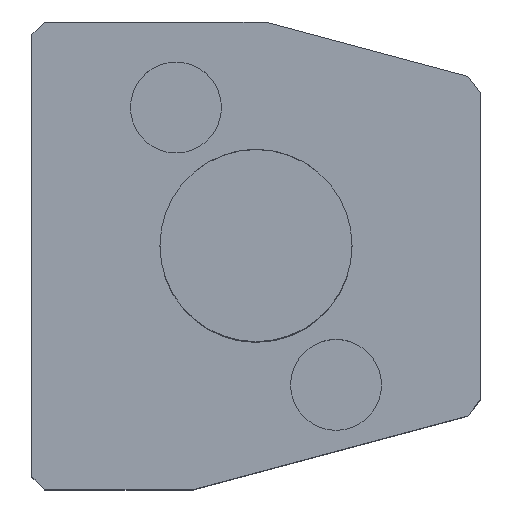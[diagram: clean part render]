
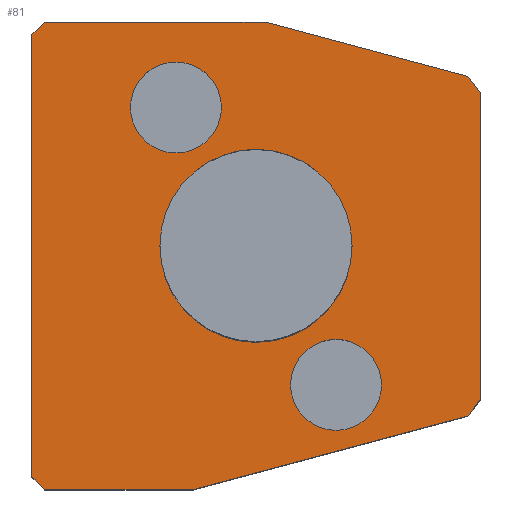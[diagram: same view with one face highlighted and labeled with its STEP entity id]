
A CAD part, top view. The second image highlights one B-rep face of the part: STEP entity #81.
In plain terms, the highlighted planar face has unit normal (0, 0, 1).
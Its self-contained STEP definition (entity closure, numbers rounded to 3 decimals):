
#44=FACE_BOUND('',#204,.T.);
#45=FACE_BOUND('',#205,.T.);
#46=FACE_BOUND('',#206,.T.);
#47=FACE_BOUND('',#207,.T.);
#58=CIRCLE('',#877,7.1);
#59=CIRCLE('',#878,7.1);
#60=CIRCLE('',#879,15.);
#81=ADVANCED_FACE('',(#44,#45,#46,#47),#125,.F.);
#125=PLANE('',#880);
#204=EDGE_LOOP('',(#339));
#205=EDGE_LOOP('',(#340));
#206=EDGE_LOOP('',(#341));
#207=EDGE_LOOP('',(#342,#343,#344,#345,#346,#347,#348,#349,#350,#351));
#339=ORIENTED_EDGE('',*,*,#597,.F.);
#340=ORIENTED_EDGE('',*,*,#598,.F.);
#341=ORIENTED_EDGE('',*,*,#599,.T.);
#342=ORIENTED_EDGE('',*,*,#542,.F.);
#343=ORIENTED_EDGE('',*,*,#595,.F.);
#344=ORIENTED_EDGE('',*,*,#600,.F.);
#345=ORIENTED_EDGE('',*,*,#601,.F.);
#346=ORIENTED_EDGE('',*,*,#602,.F.);
#347=ORIENTED_EDGE('',*,*,#571,.F.);
#348=ORIENTED_EDGE('',*,*,#603,.F.);
#349=ORIENTED_EDGE('',*,*,#604,.F.);
#350=ORIENTED_EDGE('',*,*,#605,.F.);
#351=ORIENTED_EDGE('',*,*,#606,.F.);
#468=VERTEX_POINT('',#1166);
#469=VERTEX_POINT('',#1168);
#490=VERTEX_POINT('',#1224);
#491=VERTEX_POINT('',#1226);
#505=VERTEX_POINT('',#1270);
#506=VERTEX_POINT('',#1274);
#507=VERTEX_POINT('',#1276);
#508=VERTEX_POINT('',#1278);
#509=VERTEX_POINT('',#1280);
#510=VERTEX_POINT('',#1282);
#511=VERTEX_POINT('',#1285);
#512=VERTEX_POINT('',#1287);
#513=VERTEX_POINT('',#1289);
#542=EDGE_CURVE('',#468,#469,#649,.T.);
#571=EDGE_CURVE('',#490,#491,#677,.T.);
#595=EDGE_CURVE('',#505,#468,#701,.T.);
#597=EDGE_CURVE('',#506,#506,#58,.T.);
#598=EDGE_CURVE('',#507,#507,#59,.T.);
#599=EDGE_CURVE('',#508,#508,#60,.T.);
#600=EDGE_CURVE('',#509,#505,#703,.T.);
#601=EDGE_CURVE('',#510,#509,#704,.T.);
#602=EDGE_CURVE('',#491,#510,#705,.T.);
#603=EDGE_CURVE('',#511,#490,#706,.T.);
#604=EDGE_CURVE('',#512,#511,#707,.T.);
#605=EDGE_CURVE('',#513,#512,#708,.T.);
#606=EDGE_CURVE('',#469,#513,#709,.T.);
#649=LINE('',#1167,#743);
#677=LINE('',#1225,#771);
#701=LINE('',#1269,#795);
#703=LINE('',#1279,#797);
#704=LINE('',#1281,#798);
#705=LINE('',#1283,#799);
#706=LINE('',#1284,#800);
#707=LINE('',#1286,#801);
#708=LINE('',#1288,#802);
#709=LINE('',#1290,#803);
#743=VECTOR('',#940,1.);
#771=VECTOR('',#984,1.);
#795=VECTOR('',#1020,1.);
#797=VECTOR('',#1030,1.);
#798=VECTOR('',#1031,1.);
#799=VECTOR('',#1032,1.);
#800=VECTOR('',#1033,1.);
#801=VECTOR('',#1034,1.);
#802=VECTOR('',#1035,1.);
#803=VECTOR('',#1036,1.);
#877=AXIS2_PLACEMENT_3D('',#1273,#1024,#1025);
#878=AXIS2_PLACEMENT_3D('',#1275,#1026,#1027);
#879=AXIS2_PLACEMENT_3D('',#1277,#1028,#1029);
#880=AXIS2_PLACEMENT_3D('',#1291,#1037,#1038);
#940=DIRECTION('',(0.,1.,0.));
#984=DIRECTION('',(0.,-1.,0.));
#1020=DIRECTION('',(-0.707,0.707,0.));
#1024=DIRECTION('',(0.,0.,1.));
#1025=DIRECTION('',(1.,0.,0.));
#1026=DIRECTION('',(0.,0.,1.));
#1027=DIRECTION('',(1.,0.,0.));
#1028=DIRECTION('',(0.,0.,-1.));
#1029=DIRECTION('',(1.,0.,0.));
#1030=DIRECTION('',(-1.,0.,0.));
#1031=DIRECTION('',(-0.966,-0.259,0.));
#1032=DIRECTION('',(-0.609,-0.793,0.));
#1033=DIRECTION('',(0.609,-0.793,0.));
#1034=DIRECTION('',(0.966,-0.259,0.));
#1035=DIRECTION('',(1.,0.,0.));
#1036=DIRECTION('',(0.707,0.707,0.));
#1037=DIRECTION('',(0.,0.,-1.));
#1038=DIRECTION('',(-1.,0.,0.));
#1166=CARTESIAN_POINT('',(-35.,-36.,0.));
#1167=CARTESIAN_POINT('',(-35.,-36.,0.));
#1168=CARTESIAN_POINT('',(-35.,33.,0.));
#1224=CARTESIAN_POINT('',(35.,24.,0.));
#1225=CARTESIAN_POINT('',(35.,-24.,0.));
#1226=CARTESIAN_POINT('',(35.,-24.,0.));
#1269=CARTESIAN_POINT('',(-35.,-36.,0.));
#1270=CARTESIAN_POINT('',(-33.,-38.,0.));
#1273=CARTESIAN_POINT('',(12.5,-21.65,0.));
#1274=CARTESIAN_POINT('',(19.6,-21.65,0.));
#1275=CARTESIAN_POINT('',(-12.5,21.65,0.));
#1276=CARTESIAN_POINT('',(-5.4,21.65,0.));
#1277=CARTESIAN_POINT('',(0.,0.,0.));
#1278=CARTESIAN_POINT('',(15.,0.,0.));
#1279=CARTESIAN_POINT('',(-33.,-38.,0.));
#1280=CARTESIAN_POINT('',(-9.785,-38.,0.));
#1281=CARTESIAN_POINT('',(-9.785,-38.,0.));
#1282=CARTESIAN_POINT('',(33.068,-26.518,0.));
#1283=CARTESIAN_POINT('',(35.,-24.,0.));
#1284=CARTESIAN_POINT('',(35.,24.,0.));
#1285=CARTESIAN_POINT('',(33.068,26.518,0.));
#1286=CARTESIAN_POINT('',(33.068,26.518,0.));
#1287=CARTESIAN_POINT('',(1.412,35.,0.));
#1288=CARTESIAN_POINT('',(1.412,35.,0.));
#1289=CARTESIAN_POINT('',(-33.,35.,0.));
#1290=CARTESIAN_POINT('',(-35.,33.,0.));
#1291=CARTESIAN_POINT('',(-35.,35.,0.));
